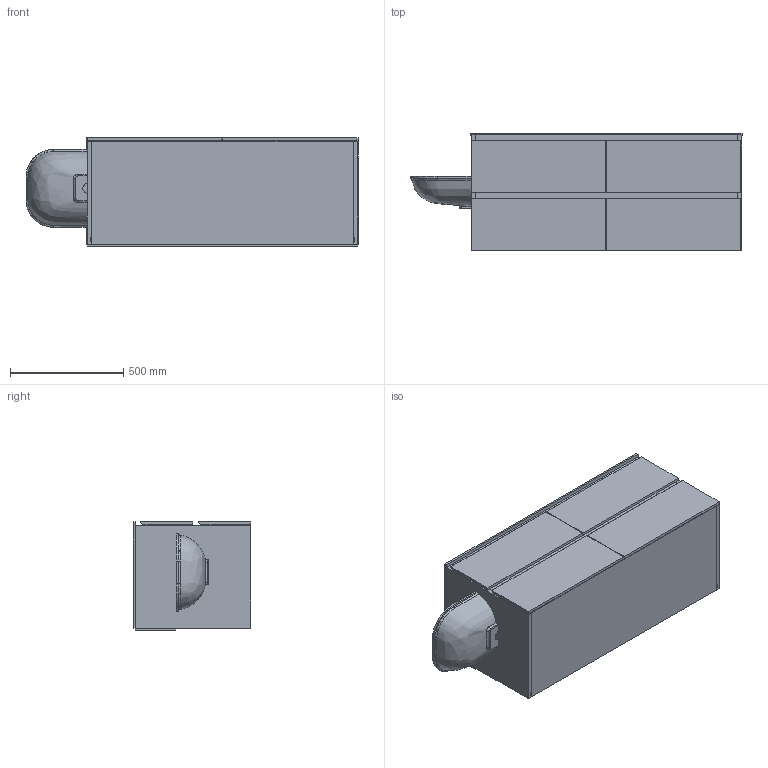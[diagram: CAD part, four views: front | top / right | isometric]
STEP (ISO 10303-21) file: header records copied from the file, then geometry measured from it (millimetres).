
FILE_DESCRIPTION (( 'STEP AP214' ), '1' );
FILE_NAME ('WP1200500-4AUSNCUR-47.STEP', '2020-08-25T13:21:23', ( 'User' ), ( '' ), 'SwSTEP 2.0', 'SolidWorks 2019', '' );
FILE_SCHEMA (( 'AUTOMOTIVE_DESIGN' ));
Length unit declared in the file: millimetre
Products named in the file (5): WP 1200500-4AUSNCUR-47_wt; WP 1200500-4AUSNCUR-47_wt_Mit Hahnloch ohne šberlauf; WP 1200500-4AUSNCUR-47_us; WP 1200500-4AUSNCUR-47_us_Spanweiá lackiert<Wie bearbeitet>; WP1200500-4AUSNCUR-47
Assembly tree (2 placements, depth 2):
  WP 1200500-4AUSNCUR-47_wt
  WP 1200500-4AUSNCUR-47_us
  WP1200500-4AUSNCUR-47
    WP 1200500-4AUSNCUR-47_us_Spanweiá lackiert<Wie bearbeitet>
    WP 1200500-4AUSNCUR-47_wt_Mit Hahnloch ohne šberlauf
Bounding box: 1468.18 x 520 x 478 mm (x, y, z)
Volume: 65302714.8 mm3; surface area: 9279808.1 mm2
Topology: 32 solids, 32 shells, 412 faces, 1026 edges, 680 vertices
Faces by surface type: plane 288, bspline 62, cylinder 60, cone 2
Entity records: 31901 total; most frequent: CARTESIAN_POINT 21963, ORIENTED_EDGE 2052, DIRECTION 1766, EDGE_CURVE 1026, VECTOR 694, LINE 694, VERTEX_POINT 680, AXIS2_PLACEMENT_3D 536
